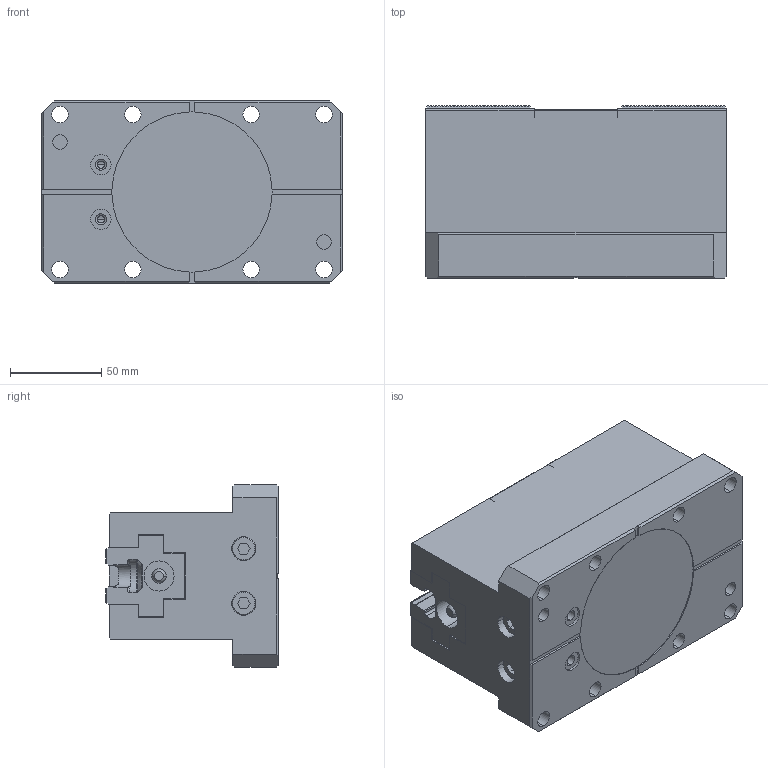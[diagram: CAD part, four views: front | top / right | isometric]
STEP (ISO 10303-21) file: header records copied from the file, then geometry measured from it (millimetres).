
FILE_DESCRIPTION (( 'STEP AP214' ), '1' );
FILE_NAME ('CVH06.STEP', '2011-11-21T08:01:38', ( ' ' ), ( '' ), 'SwSTEP 2.0', 'SolidWorks 2008', '' );
FILE_SCHEMA (( 'AUTOMOTIVE_DESIGN' ));
Length unit declared in the file: millimetre
Products named in the file (4): CVH06-1_蹬怮椔; CVH06-2_蹬怮椔; GM-1-4-19_蹬怮椔; CVH06
Assembly tree (5 placements, depth 2):
  CVH06
    GM-1-4-19_蹬怮椔  x2
    CVH06-1_蹬怮椔  x2
    CVH06-2_蹬怮椔
Bounding box: 165 x 94.85 x 100 mm (x, y, z)
Volume: 1127415.6 mm3; surface area: 136292.7 mm2
Topology: 5 solids, 5 shells, 931 faces, 2667 edges, 1758 vertices
Faces by surface type: plane 656, cylinder 229, torus 24, cone 22
Entity records: 17618 total; most frequent: CARTESIAN_POINT 3753, ORIENTED_EDGE 3072, DIRECTION 2617, EDGE_CURVE 1536, VECTOR 1205, LINE 1205, VERTEX_POINT 1010, AXIS2_PLACEMENT_3D 706
